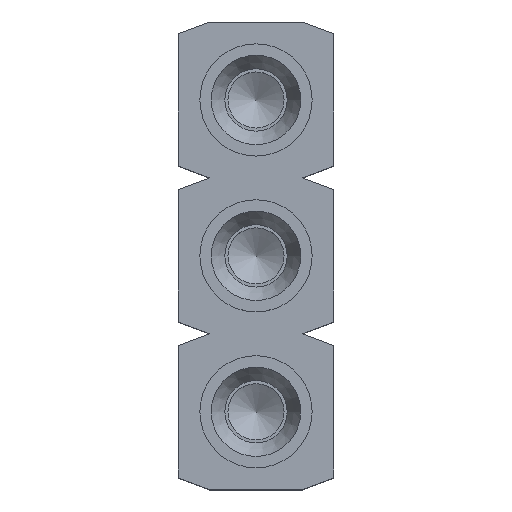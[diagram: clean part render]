
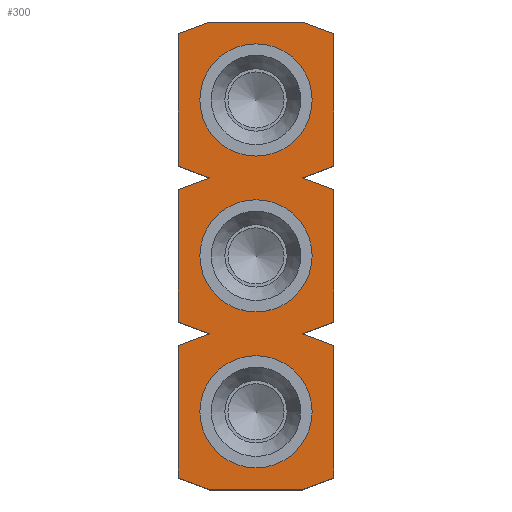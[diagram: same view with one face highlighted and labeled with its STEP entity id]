
A CAD part, top view. The second image highlights one B-rep face of the part: STEP entity #300.
In plain terms, the highlighted planar face has unit normal (0, 0, 1).
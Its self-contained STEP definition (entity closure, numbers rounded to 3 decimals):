
#32 = VERTEX_POINT('',#33);
#33 = CARTESIAN_POINT('',(-0.762,-3.81,4.083));
#39 = EDGE_CURVE('',#32,#40,#42,.T.);
#40 = VERTEX_POINT('',#41);
#41 = CARTESIAN_POINT('',(-1.27,-3.62,4.083));
#42 = LINE('',#43,#44);
#43 = CARTESIAN_POINT('',(-0.762,-3.81,4.083));
#44 = VECTOR('',#45,1.);
#45 = DIRECTION('',(-0.936,0.351,0.)
  );
#283 = VERTEX_POINT('',#284);
#284 = CARTESIAN_POINT('',(0.762,-3.81,4.083));
#290 = EDGE_CURVE('',#32,#283,#291,.T.);
#291 = LINE('',#292,#293);
#292 = CARTESIAN_POINT('',(-1.27,-3.81,4.083));
#293 = VECTOR('',#294,1.);
#294 = DIRECTION('',(1.,0.,0.));
#300 = ADVANCED_FACE('',(#301,#447,#467,#487),#507,.T.);
#301 = FACE_BOUND('',#302,.T.);
#302 = EDGE_LOOP('',(#303,#311,#312,#313,#321,#329,#337,#345,#353,#361,
    #369,#377,#385,#393,#401,#409,#417,#425,#433,#441));
#303 = ORIENTED_EDGE('',*,*,#304,.T.);
#304 = EDGE_CURVE('',#305,#40,#307,.T.);
#305 = VERTEX_POINT('',#306);
#306 = CARTESIAN_POINT('',(-1.27,-1.461,4.083));
#307 = LINE('',#308,#309);
#308 = CARTESIAN_POINT('',(-1.27,3.81,4.083));
#309 = VECTOR('',#310,1.);
#310 = DIRECTION('',(0.,-1.,0.));
#311 = ORIENTED_EDGE('',*,*,#39,.F.);
#312 = ORIENTED_EDGE('',*,*,#290,.T.);
#313 = ORIENTED_EDGE('',*,*,#314,.F.);
#314 = EDGE_CURVE('',#315,#283,#317,.T.);
#315 = VERTEX_POINT('',#316);
#316 = CARTESIAN_POINT('',(1.27,-3.62,4.083));
#317 = LINE('',#318,#319);
#318 = CARTESIAN_POINT('',(1.27,-3.62,4.083));
#319 = VECTOR('',#320,1.);
#320 = DIRECTION('',(-0.936,-0.351,
    0.));
#321 = ORIENTED_EDGE('',*,*,#322,.T.);
#322 = EDGE_CURVE('',#315,#323,#325,.T.);
#323 = VERTEX_POINT('',#324);
#324 = CARTESIAN_POINT('',(1.27,-1.461,4.083));
#325 = LINE('',#326,#327);
#326 = CARTESIAN_POINT('',(1.27,-3.81,4.083));
#327 = VECTOR('',#328,1.);
#328 = DIRECTION('',(0.,1.,0.));
#329 = ORIENTED_EDGE('',*,*,#330,.F.);
#330 = EDGE_CURVE('',#331,#323,#333,.T.);
#331 = VERTEX_POINT('',#332);
#332 = CARTESIAN_POINT('',(0.762,-1.27,4.083));
#333 = LINE('',#334,#335);
#334 = CARTESIAN_POINT('',(0.762,-1.27,4.083));
#335 = VECTOR('',#336,1.);
#336 = DIRECTION('',(0.936,-0.351,0.)
  );
#337 = ORIENTED_EDGE('',*,*,#338,.F.);
#338 = EDGE_CURVE('',#339,#331,#341,.T.);
#339 = VERTEX_POINT('',#340);
#340 = CARTESIAN_POINT('',(1.27,-1.08,4.083));
#341 = LINE('',#342,#343);
#342 = CARTESIAN_POINT('',(1.27,-1.08,4.083));
#343 = VECTOR('',#344,1.);
#344 = DIRECTION('',(-0.936,-0.351,
    0.));
#345 = ORIENTED_EDGE('',*,*,#346,.T.);
#346 = EDGE_CURVE('',#339,#347,#349,.T.);
#347 = VERTEX_POINT('',#348);
#348 = CARTESIAN_POINT('',(1.27,1.08,4.083));
#349 = LINE('',#350,#351);
#350 = CARTESIAN_POINT('',(1.27,-3.81,4.083));
#351 = VECTOR('',#352,1.);
#352 = DIRECTION('',(0.,1.,0.));
#353 = ORIENTED_EDGE('',*,*,#354,.F.);
#354 = EDGE_CURVE('',#355,#347,#357,.T.);
#355 = VERTEX_POINT('',#356);
#356 = CARTESIAN_POINT('',(0.762,1.27,4.083));
#357 = LINE('',#358,#359);
#358 = CARTESIAN_POINT('',(0.762,1.27,4.083));
#359 = VECTOR('',#360,1.);
#360 = DIRECTION('',(0.936,-0.351,0.)
  );
#361 = ORIENTED_EDGE('',*,*,#362,.F.);
#362 = EDGE_CURVE('',#363,#355,#365,.T.);
#363 = VERTEX_POINT('',#364);
#364 = CARTESIAN_POINT('',(1.27,1.461,4.083));
#365 = LINE('',#366,#367);
#366 = CARTESIAN_POINT('',(1.27,1.461,4.083));
#367 = VECTOR('',#368,1.);
#368 = DIRECTION('',(-0.936,-0.351,
    0.));
#369 = ORIENTED_EDGE('',*,*,#370,.T.);
#370 = EDGE_CURVE('',#363,#371,#373,.T.);
#371 = VERTEX_POINT('',#372);
#372 = CARTESIAN_POINT('',(1.27,3.62,4.083));
#373 = LINE('',#374,#375);
#374 = CARTESIAN_POINT('',(1.27,-3.81,4.083));
#375 = VECTOR('',#376,1.);
#376 = DIRECTION('',(0.,1.,0.));
#377 = ORIENTED_EDGE('',*,*,#378,.F.);
#378 = EDGE_CURVE('',#379,#371,#381,.T.);
#379 = VERTEX_POINT('',#380);
#380 = CARTESIAN_POINT('',(0.762,3.81,4.083));
#381 = LINE('',#382,#383);
#382 = CARTESIAN_POINT('',(0.762,3.81,4.083));
#383 = VECTOR('',#384,1.);
#384 = DIRECTION('',(0.936,-0.351,0.)
  );
#385 = ORIENTED_EDGE('',*,*,#386,.T.);
#386 = EDGE_CURVE('',#379,#387,#389,.T.);
#387 = VERTEX_POINT('',#388);
#388 = CARTESIAN_POINT('',(-0.762,3.81,4.083));
#389 = LINE('',#390,#391);
#390 = CARTESIAN_POINT('',(1.27,3.81,4.083));
#391 = VECTOR('',#392,1.);
#392 = DIRECTION('',(-1.,0.,0.));
#393 = ORIENTED_EDGE('',*,*,#394,.F.);
#394 = EDGE_CURVE('',#395,#387,#397,.T.);
#395 = VERTEX_POINT('',#396);
#396 = CARTESIAN_POINT('',(-1.27,3.62,4.083));
#397 = LINE('',#398,#399);
#398 = CARTESIAN_POINT('',(-1.27,3.62,4.083));
#399 = VECTOR('',#400,1.);
#400 = DIRECTION('',(0.936,0.351,0.)
  );
#401 = ORIENTED_EDGE('',*,*,#402,.T.);
#402 = EDGE_CURVE('',#395,#403,#405,.T.);
#403 = VERTEX_POINT('',#404);
#404 = CARTESIAN_POINT('',(-1.27,1.461,4.083));
#405 = LINE('',#406,#407);
#406 = CARTESIAN_POINT('',(-1.27,3.81,4.083));
#407 = VECTOR('',#408,1.);
#408 = DIRECTION('',(0.,-1.,0.));
#409 = ORIENTED_EDGE('',*,*,#410,.F.);
#410 = EDGE_CURVE('',#411,#403,#413,.T.);
#411 = VERTEX_POINT('',#412);
#412 = CARTESIAN_POINT('',(-0.762,1.27,4.083));
#413 = LINE('',#414,#415);
#414 = CARTESIAN_POINT('',(-0.762,1.27,4.083));
#415 = VECTOR('',#416,1.);
#416 = DIRECTION('',(-0.936,0.351,0.
    ));
#417 = ORIENTED_EDGE('',*,*,#418,.F.);
#418 = EDGE_CURVE('',#419,#411,#421,.T.);
#419 = VERTEX_POINT('',#420);
#420 = CARTESIAN_POINT('',(-1.27,1.08,4.083));
#421 = LINE('',#422,#423);
#422 = CARTESIAN_POINT('',(-1.27,1.08,4.083));
#423 = VECTOR('',#424,1.);
#424 = DIRECTION('',(0.936,0.351,0.)
  );
#425 = ORIENTED_EDGE('',*,*,#426,.T.);
#426 = EDGE_CURVE('',#419,#427,#429,.T.);
#427 = VERTEX_POINT('',#428);
#428 = CARTESIAN_POINT('',(-1.27,-1.08,4.083));
#429 = LINE('',#430,#431);
#430 = CARTESIAN_POINT('',(-1.27,3.81,4.083));
#431 = VECTOR('',#432,1.);
#432 = DIRECTION('',(0.,-1.,0.));
#433 = ORIENTED_EDGE('',*,*,#434,.F.);
#434 = EDGE_CURVE('',#435,#427,#437,.T.);
#435 = VERTEX_POINT('',#436);
#436 = CARTESIAN_POINT('',(-0.762,-1.27,4.083));
#437 = LINE('',#438,#439);
#438 = CARTESIAN_POINT('',(-0.762,-1.27,4.083));
#439 = VECTOR('',#440,1.);
#440 = DIRECTION('',(-0.936,0.351,0.
    ));
#441 = ORIENTED_EDGE('',*,*,#442,.F.);
#442 = EDGE_CURVE('',#305,#435,#443,.T.);
#443 = LINE('',#444,#445);
#444 = CARTESIAN_POINT('',(-1.27,-1.461,4.083));
#445 = VECTOR('',#446,1.);
#446 = DIRECTION('',(0.936,0.351,0.)
  );
#447 = FACE_BOUND('',#448,.T.);
#448 = EDGE_LOOP('',(#449,#460));
#449 = ORIENTED_EDGE('',*,*,#450,.F.);
#450 = EDGE_CURVE('',#451,#453,#455,.T.);
#451 = VERTEX_POINT('',#452);
#452 = CARTESIAN_POINT('',(0.,3.454,4.083));
#453 = VERTEX_POINT('',#454);
#454 = CARTESIAN_POINT('',(-0.914,2.54,4.083));
#455 = CIRCLE('',#456,0.914);
#456 = AXIS2_PLACEMENT_3D('',#457,#458,#459);
#457 = CARTESIAN_POINT('',(0.,2.54,4.083));
#458 = DIRECTION('',(0.,0.,1.));
#459 = DIRECTION('',(0.,1.,0.));
#460 = ORIENTED_EDGE('',*,*,#461,.F.);
#461 = EDGE_CURVE('',#453,#451,#462,.T.);
#462 = CIRCLE('',#463,0.914);
#463 = AXIS2_PLACEMENT_3D('',#464,#465,#466);
#464 = CARTESIAN_POINT('',(0.,2.54,4.083));
#465 = DIRECTION('',(0.,0.,1.));
#466 = DIRECTION('',(0.,1.,0.));
#467 = FACE_BOUND('',#468,.T.);
#468 = EDGE_LOOP('',(#469,#480));
#469 = ORIENTED_EDGE('',*,*,#470,.F.);
#470 = EDGE_CURVE('',#471,#473,#475,.T.);
#471 = VERTEX_POINT('',#472);
#472 = CARTESIAN_POINT('',(0.,0.914,4.083));
#473 = VERTEX_POINT('',#474);
#474 = CARTESIAN_POINT('',(-0.914,0.,4.083));
#475 = CIRCLE('',#476,0.914);
#476 = AXIS2_PLACEMENT_3D('',#477,#478,#479);
#477 = CARTESIAN_POINT('',(0.,0.,4.083)
  );
#478 = DIRECTION('',(0.,0.,1.));
#479 = DIRECTION('',(0.,1.,0.));
#480 = ORIENTED_EDGE('',*,*,#481,.F.);
#481 = EDGE_CURVE('',#473,#471,#482,.T.);
#482 = CIRCLE('',#483,0.914);
#483 = AXIS2_PLACEMENT_3D('',#484,#485,#486);
#484 = CARTESIAN_POINT('',(0.,0.,4.083)
  );
#485 = DIRECTION('',(0.,0.,1.));
#486 = DIRECTION('',(0.,1.,0.));
#487 = FACE_BOUND('',#488,.T.);
#488 = EDGE_LOOP('',(#489,#500));
#489 = ORIENTED_EDGE('',*,*,#490,.F.);
#490 = EDGE_CURVE('',#491,#493,#495,.T.);
#491 = VERTEX_POINT('',#492);
#492 = CARTESIAN_POINT('',(0.,-1.626,4.083));
#493 = VERTEX_POINT('',#494);
#494 = CARTESIAN_POINT('',(-0.914,-2.54,4.083));
#495 = CIRCLE('',#496,0.914);
#496 = AXIS2_PLACEMENT_3D('',#497,#498,#499);
#497 = CARTESIAN_POINT('',(0.,-2.54,4.083));
#498 = DIRECTION('',(0.,0.,1.));
#499 = DIRECTION('',(0.,1.,0.));
#500 = ORIENTED_EDGE('',*,*,#501,.F.);
#501 = EDGE_CURVE('',#493,#491,#502,.T.);
#502 = CIRCLE('',#503,0.914);
#503 = AXIS2_PLACEMENT_3D('',#504,#505,#506);
#504 = CARTESIAN_POINT('',(0.,-2.54,4.083));
#505 = DIRECTION('',(0.,0.,1.));
#506 = DIRECTION('',(0.,1.,0.));
#507 = PLANE('',#508);
#508 = AXIS2_PLACEMENT_3D('',#509,#510,#511);
#509 = CARTESIAN_POINT('',(0.,-3.81,4.083));
#510 = DIRECTION('',(0.,0.,1.));
#511 = DIRECTION('',(1.,0.,0.));
